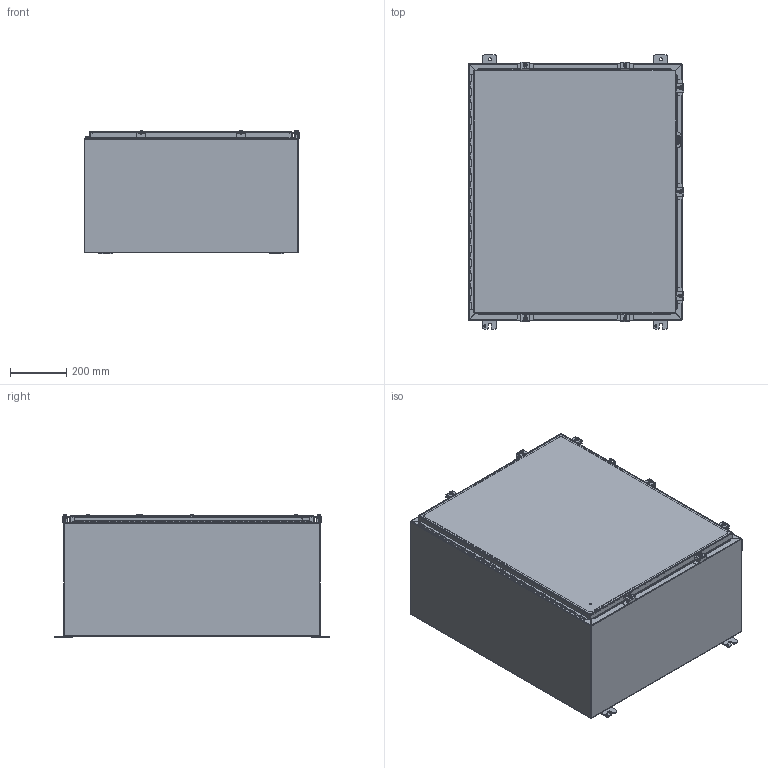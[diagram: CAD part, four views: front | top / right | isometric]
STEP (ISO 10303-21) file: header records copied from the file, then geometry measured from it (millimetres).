
FILE_DESCRIPTION(/* description */ ('ENCL,N4,CS, (36X30X16)'),/* implementation_level */ '2;1');
FILE_NAME(/* name */ 'N4363016.stp',/* time_stamp */ '2022-02-22T08:13:37-06:00',/* author */ ('dnichola'),/* organization */ (''),/* preprocessor_version */ 'ST-DEVELOPER v18.1',/* originating_system */ 'Autodesk Inventor 2020',/* authorisation */ '');
FILE_SCHEMA (('AUTOMOTIVE_DESIGN { 1 0 10303 214 3 1 1 }'));
Length unit declared in the file: inch
Products named in the file (20): N4363016; 38413; 34840; N43016TB; N4363016BLR; FOAM IN PLACE; 38846; 3293; N43630LID; 328134; 328134T; 328134L; 328134P; 30823; HFW30825; HFW30825-1; HFW30825-2;  HFW30825-3; HFW30825-4; 3889
Assembly tree (40 placements, depth 3):
  N4363016
    34840  x4
    38413
    N43016TB  x2
    N4363016BLR
    FOAM IN PLACE
    38846
    3293
    N43630LID
    328134
      328134T
      328134L
      328134P
    HFW30825  x7
      HFW30825-1
      HFW30825-2
       HFW30825-3
      HFW30825-4
    30823  x7
    3889  x6
Bounding box: 767.48 x 977.9 x 442.22 mm (x, y, z)
Volume: 5937235.6 mm3; surface area: 6190534.7 mm2
Topology: 56 solids, 56 shells, 1540 faces, 4057 edges, 2656 vertices
Faces by surface type: plane 866, cylinder 471, bspline 120, sphere 42, cone 22, torus 19
Full cylindrical faces by diameter (mm): 2.794 x6, 2.921 x2, 3.048 x1, 3.967 x1, 5.359 x7, 6.35 x8, 7.137 x7, 7.95 x4, 8.382 x12, 8.56 x1, 8.89 x7, 11.125 x4, 12.7 x8, 13.208 x7, 15.875 x6
Entity records: 25576 total; most frequent: CARTESIAN_POINT 6372, ORIENTED_EDGE 3814, DIRECTION 3778, EDGE_CURVE 1907, LINE 1332, VECTOR 1332, VERTEX_POINT 1235, AXIS2_PLACEMENT_3D 1223
